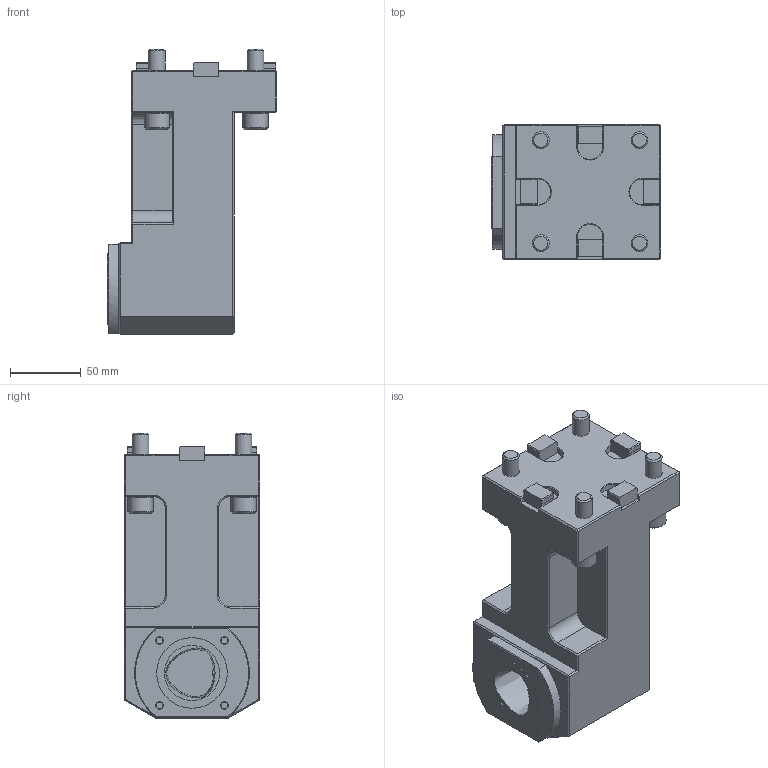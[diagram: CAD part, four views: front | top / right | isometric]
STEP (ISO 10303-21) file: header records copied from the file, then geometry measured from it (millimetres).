
FILE_DESCRIPTION(/* description */ (''),/* implementation_level */ '2;1');
FILE_NAME(/* name */ '1617020087010.stp',/* time_stamp */ '2021-03-29T14:14:54+02:00',/* author */ (''),/* organization */ ('SMS'),/* preprocessor_version */ 'ST-DEVELOPER v16.7',/* originating_system */ 'SIEMENS PLM Software NX 12.0',/* authorisation */ '');
FILE_SCHEMA (('AUTOMOTIVE_DESIGN { 1 0 10303 214 3 1 1 1 }'));
Length unit declared in the file: millimetre
Products named in the file (1): 203454082mod000_00
Bounding box: 120 x 96 x 202.55 mm (x, y, z)
Volume: 1327494.8 mm3; surface area: 100124.5 mm2
Topology: 1 solids, 5 shells, 222 faces, 545 edges, 341 vertices
Faces by surface type: plane 165, cone 26, cylinder 25, sphere 5, bspline 1
Full cylindrical faces by diameter (mm): 3 x1, 10 x4, 12 x4, 18 x4, 39.2 x1, 50 x1
Entity records: 6417 total; most frequent: CARTESIAN_POINT 1280, DIRECTION 1026, ORIENTED_EDGE 994, EDGE_CURVE 497, LINE 394, VECTOR 394, VERTEX_POINT 327, AXIS2_PLACEMENT_3D 316
